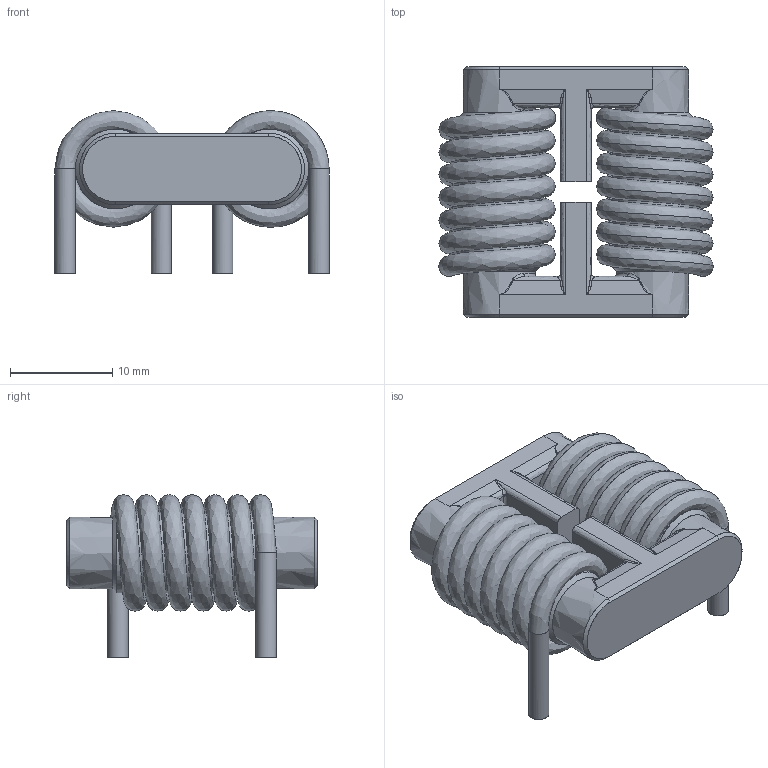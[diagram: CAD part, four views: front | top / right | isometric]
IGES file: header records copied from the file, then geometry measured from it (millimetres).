
Start section: C
Global section: file name: 7448680200.igs; native system: By Siemens PLM Incorporated; preprocessor: XPlus GENERIC/IGES 19.0.9; author: Author; organization: Title; date: 20170424.150737; units: millimetre
Bounding box: 26.8 x 24.5 x 15.9 mm (x, y, z)
Surface area: 6107 mm2 (no closed solid volume)
Topology: 0 solids, 0 shells, 200 faces, 1348 edges, 1340 vertices
Faces by surface type: bspline 200
